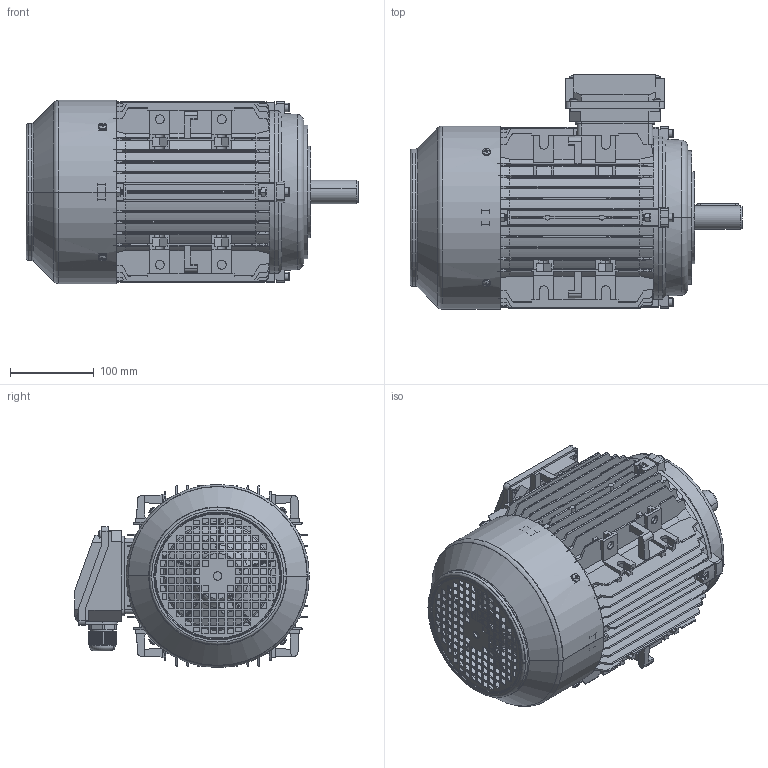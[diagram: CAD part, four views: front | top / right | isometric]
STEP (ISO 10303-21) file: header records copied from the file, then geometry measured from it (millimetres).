
FILE_DESCRIPTION (( 'STEP AP203' ), '1' );
FILE_NAME ('T112 B14蚾饜芞.STEP', '2015-04-08T02:46:48', ( 'USER' ), ( 'MS' ), 'SwSTEP 2.0', 'SolidWorks 2008', '' );
FILE_SCHEMA (( 'CONFIG_CONTROL_DESIGN' ));
Length unit declared in the file: millimetre
Products named in the file (14): TA112后盖1_默认; TA112风罩_默认; 112-132出线螺套_默认; Plain parallel keys_GB_CONNECTING_PIECE_KEYS_CSK 8X50; T112 B14蚾饜芞; T112机壳_默认; T100-132斜接线盒座_默认; TA100-132斜接线盒盖_默认; MS112 风叶_默认; T112转轴_默认; Hexagon nuts grade C GB_GB_FASTENER_NUT_SNC1 M6-N; Cross recessed thread forming screws GB_GB_CROSS_SCREWS_TYPE138 M5X12-N; Hexagon socket head cap screws GB_GB_FASTENER_SCREWS_HSHCS M6X30-N; TA112B14法兰1_默认
Assembly tree (35 placements, depth 2):
  T112 B14蚾饜芞
    Hexagon socket head cap screws GB_GB_FASTENER_SCREWS_HSHCS M6X30-N  x8
    Hexagon nuts grade C GB_GB_FASTENER_NUT_SNC1 M6-N  x8
    112-132出线螺套_默认  x2
    T100-132斜接线盒座_默认
    Cross recessed thread forming screws GB_GB_CROSS_SCREWS_TYPE138 M5X12-N  x8
    T112转轴_默认
    Plain parallel keys_GB_CONNECTING_PIECE_KEYS_CSK 8X50
    T112机壳_默认
    TA112风罩_默认
    TA112后盖1_默认
    TA112B14法兰1_默认
    TA100-132斜接线盒盖_默认
    MS112 风叶_默认
Bounding box: 397 x 280.6 x 219.2 mm (x, y, z)
Volume: 2059944 mm3; surface area: 1184987.6 mm2
Topology: 35 solids, 35 shells, 3965 faces, 10943 edges, 7112 vertices
Faces by surface type: plane 2572, cylinder 963, cone 237, torus 127, sphere 56, bspline 10
Entity records: 113194 total; most frequent: CARTESIAN_POINT 27215, ORIENTED_EDGE 18322, DIRECTION 16398, EDGE_CURVE 9161, VECTOR 6028, LINE 6028, VERTEX_POINT 5977, AXIS2_PLACEMENT_3D 5185
